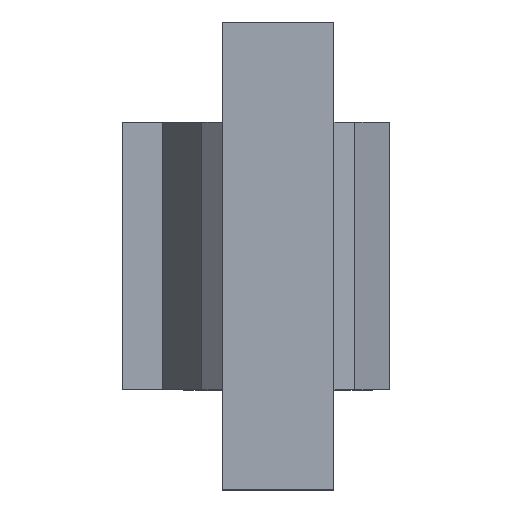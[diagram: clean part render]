
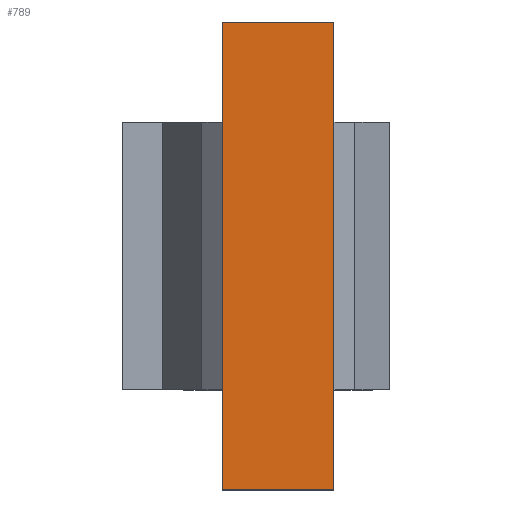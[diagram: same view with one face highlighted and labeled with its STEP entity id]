
A CAD part, top view. The second image highlights one B-rep face of the part: STEP entity #789.
In plain terms, the highlighted planar face has unit normal (0, 0, 1).
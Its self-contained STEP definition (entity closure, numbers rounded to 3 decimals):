
#776=AXIS2_PLACEMENT_3D('Plane Axis2P3D',#773,#774,#775) ;
#43=CARTESIAN_POINT('Vertex',(4.5,0.,10.387)) ;
#57=CARTESIAN_POINT('Vertex',(9.5,0.,10.387)) ;
#60=CARTESIAN_POINT('Line Origine',(7.,0.,10.387)) ;
#706=CARTESIAN_POINT('Vertex',(9.5,21.,10.387)) ;
#720=CARTESIAN_POINT('Vertex',(4.5,21.,10.387)) ;
#723=CARTESIAN_POINT('Line Origine',(7.,21.,10.387)) ;
#757=CARTESIAN_POINT('Line Origine',(9.5,10.5,10.387)) ;
#773=CARTESIAN_POINT('Axis2P3D Location',(7.,10.5,10.387)) ;
#778=CARTESIAN_POINT('Line Origine',(4.5,10.5,10.387)) ;
#61=DIRECTION('Vector Direction',(-1.,0.,0.)) ;
#724=DIRECTION('Vector Direction',(1.,0.,0.)) ;
#758=DIRECTION('Vector Direction',(0.,1.,0.)) ;
#774=DIRECTION('Axis2P3D Direction',(0.,0.,1.)) ;
#775=DIRECTION('Axis2P3D XDirection',(1.,0.,0.)) ;
#779=DIRECTION('Vector Direction',(0.,-1.,0.)) ;
#62=VECTOR('Line Direction',#61,1.) ;
#725=VECTOR('Line Direction',#724,1.) ;
#759=VECTOR('Line Direction',#758,1.) ;
#780=VECTOR('Line Direction',#779,1.) ;
#784=ORIENTED_EDGE('',*,*,#761,.T.) ;
#785=ORIENTED_EDGE('',*,*,#727,.T.) ;
#786=ORIENTED_EDGE('',*,*,#782,.T.) ;
#787=ORIENTED_EDGE('',*,*,#64,.T.) ;
#789=ADVANCED_FACE('S3D - gedreht',(#788),#777,.T.) ;
#64=EDGE_CURVE('',#44,#58,#63,.F.) ;
#727=EDGE_CURVE('',#707,#721,#726,.F.) ;
#761=EDGE_CURVE('',#58,#707,#760,.T.) ;
#782=EDGE_CURVE('',#721,#44,#781,.T.) ;
#783=EDGE_LOOP('',(#784,#785,#786,#787)) ;
#788=FACE_OUTER_BOUND('',#783,.T.) ;
#63=LINE('Line',#60,#62) ;
#726=LINE('Line',#723,#725) ;
#760=LINE('Line',#757,#759) ;
#781=LINE('Line',#778,#780) ;
#777=PLANE('',#776) ;
#44=VERTEX_POINT('',#43) ;
#58=VERTEX_POINT('',#57) ;
#707=VERTEX_POINT('',#706) ;
#721=VERTEX_POINT('',#720) ;
